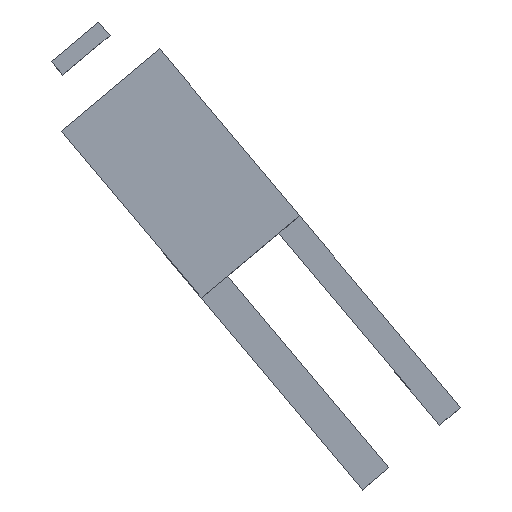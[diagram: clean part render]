
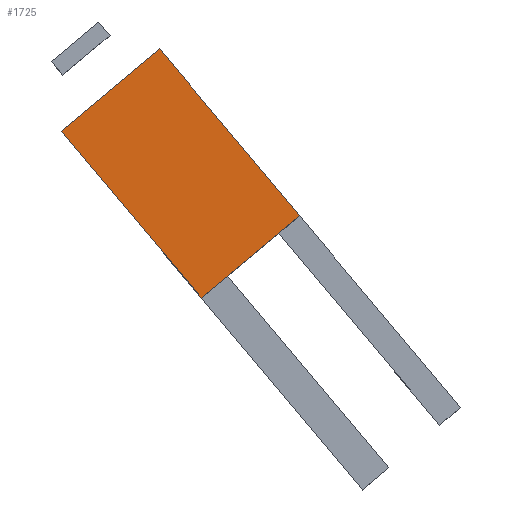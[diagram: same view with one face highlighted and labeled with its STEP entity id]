
A CAD part, top view. The second image highlights one B-rep face of the part: STEP entity #1725.
In plain terms, the highlighted planar face has unit normal (0, 0, 1).
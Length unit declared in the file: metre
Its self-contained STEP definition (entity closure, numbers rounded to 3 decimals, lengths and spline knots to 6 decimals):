
#1725=ADVANCED_FACE('0:7656',(#3269),#3270,.F.);
#3269=FACE_OUTER_BOUND('',#4801,.T.);
#3270=PLANE('',#4802);
#4801=EDGE_LOOP('',(#10282,#10283,#10284,#10285));
#4802=AXIS2_PLACEMENT_3D('',#10286,#10287,#10288);
#10282=ORIENTED_EDGE('',*,*,#12082,.T.);
#10283=ORIENTED_EDGE('',*,*,#12080,.F.);
#10284=ORIENTED_EDGE('',*,*,#12075,.F.);
#10285=ORIENTED_EDGE('',*,*,#12072,.T.);
#10286=CARTESIAN_POINT('',(10.113129,-13.794769,2.67517));
#10287=DIRECTION('',(0.0,0.0,-1.0));
#10288=DIRECTION('',(0.0,-1.0,0.0));
#12072=EDGE_CURVE('0:7661',#14892,#14890,#14893,.T.);
#12075=EDGE_CURVE('0:7670',#14892,#14897,#14898,.T.);
#12080=EDGE_CURVE('0:7685',#14897,#14902,#14906,.T.);
#12082=EDGE_CURVE('0:7691',#14890,#14902,#14908,.T.);
#14890=VERTEX_POINT('',#19204);
#14892=VERTEX_POINT('',#19207);
#14893=LINE('',#19208,#19209);
#14897=VERTEX_POINT('',#19215);
#14898=LINE('',#19216,#19217);
#14902=VERTEX_POINT('',#19223);
#14906=LINE('',#19229,#19230);
#14908=LINE('',#19233,#19234);
#19204=CARTESIAN_POINT('',(9.771473,-15.097059,2.67517));
#19207=CARTESIAN_POINT('',(5.19892,-9.647702,2.67517));
#19208=CARTESIAN_POINT('',(5.19892,-9.647702,2.67517));
#19209=VECTOR('',#21090,7.11363);
#19215=CARTESIAN_POINT('',(8.402364,-6.959693,2.67517));
#19216=CARTESIAN_POINT('',(5.19892,-9.647702,2.67517));
#19217=VECTOR('',#21093,4.1818);
#19223=CARTESIAN_POINT('',(12.974918,-12.40905,2.67517));
#19229=CARTESIAN_POINT('',(8.402364,-6.959693,2.67517));
#19230=VECTOR('',#21098,7.11363);
#19233=CARTESIAN_POINT('',(9.771473,-15.097059,2.67517));
#19234=VECTOR('',#21100,4.1818);
#21090=DIRECTION('',(0.643,-0.766,0.0));
#21093=DIRECTION('',(0.766,0.643,0.0));
#21098=DIRECTION('',(0.643,-0.766,0.0));
#21100=DIRECTION('',(0.766,0.643,0.0));
